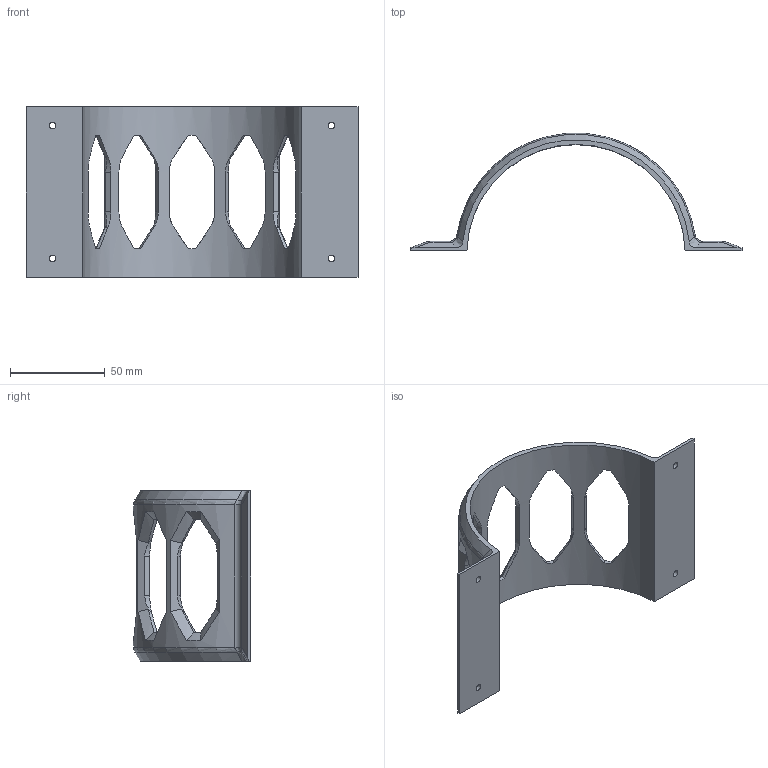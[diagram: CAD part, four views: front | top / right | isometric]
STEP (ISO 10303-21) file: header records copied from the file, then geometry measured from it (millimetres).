
FILE_DESCRIPTION(/* description */ ('STEP AP214'),/* implementation_level */ '2;1');
FILE_NAME(/* name */ '646c6e4f0257f418ec72d1a5',/* time_stamp */ '2023-05-23T07:42:09Z',/* author */ (''),/* organization */ (''),/* preprocessor_version */ 'ST-DEVELOPER v19.4',/* originating_system */ ' ',/* authorisation */ ' ');
FILE_SCHEMA (('AUTOMOTIVE_DESIGN {1 0 10303 214 3 1 1}'));
Length unit declared in the file: metre
Products named in the file (1): WWing_mount
Bounding box: 174.96 x 61.98 x 90 mm (x, y, z)
Volume: 75380.5 mm3; surface area: 35423.2 mm2
Topology: 1 solids, 1 shells, 148 faces, 414 edges, 268 vertices
Faces by surface type: plane 64, cylinder 38, bspline 28, cone 12, sphere 4, torus 2
Full cylindrical faces by diameter (mm): 3.4 x4
Entity records: 5208 total; most frequent: CARTESIAN_POINT 1513, ORIENTED_EDGE 812, DIRECTION 710, EDGE_CURVE 406, AXIS2_PLACEMENT_3D 279, VERTEX_POINT 264, EDGE_LOOP 170, FACE_BOUND 170
